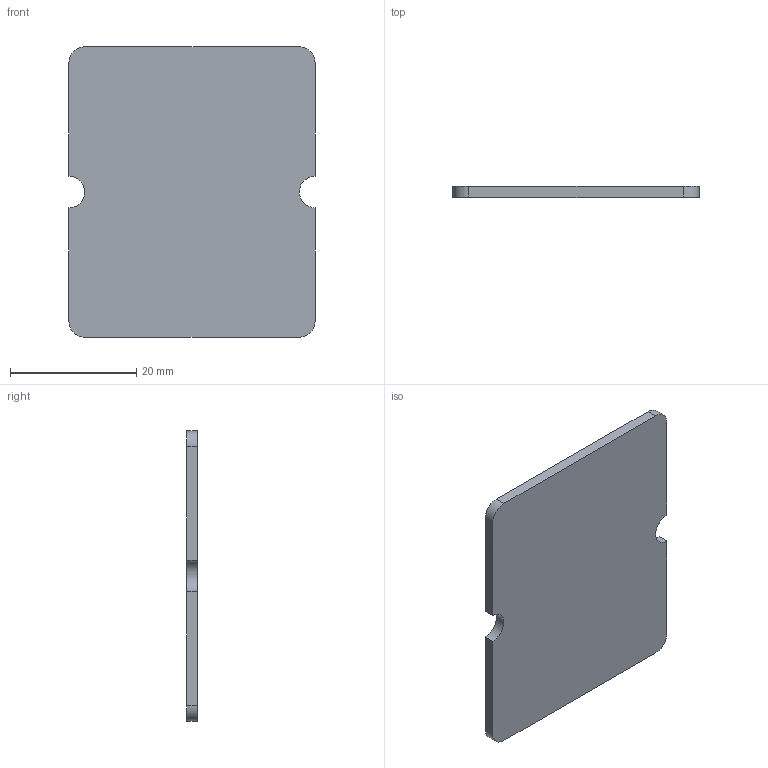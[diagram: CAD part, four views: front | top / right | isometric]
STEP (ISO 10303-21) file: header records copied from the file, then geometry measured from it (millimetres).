
FILE_DESCRIPTION((''),'2;1');
FILE_NAME('','2005-07-15T14:08:48',(''),(''),'','CADfix','');
FILE_SCHEMA(('AUTOMOTIVE_DESIGN'));
Length unit declared in the file: millimetre
Products named in the file (1): spacer
Bounding box: 39 x 1.7 x 46 mm (x, y, z)
Volume: 3007.3 mm3; surface area: 3829.4 mm2
Topology: 1 solids, 1 shells, 14 faces, 36 edges, 24 vertices
Faces by surface type: bspline 14
Entity records: 429 total; most frequent: CARTESIAN_POINT 201, ORIENTED_EDGE 72, EDGE_CURVE 36, VERTEX_POINT 24, QUASI_UNIFORM_CURVE 24, EDGE_LOOP 14, FACE_OUTER_BOUND 14, ADVANCED_FACE 14
